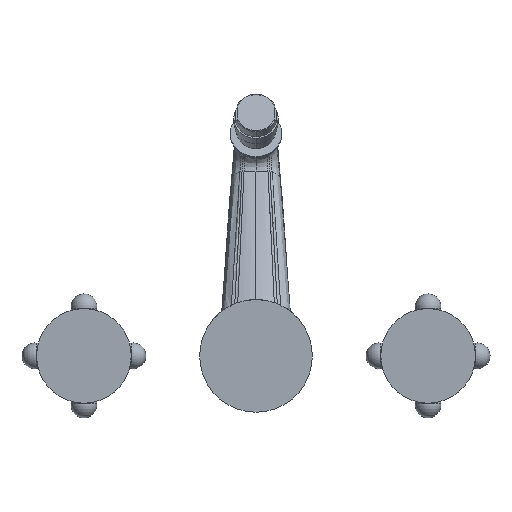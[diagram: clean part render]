
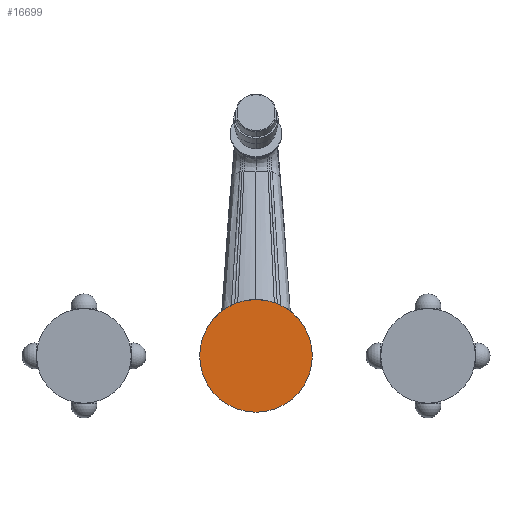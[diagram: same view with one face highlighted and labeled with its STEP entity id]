
A CAD part, front view. The second image highlights one B-rep face of the part: STEP entity #16699.
In plain terms, the highlighted planar face has unit normal (0, -1, 0).
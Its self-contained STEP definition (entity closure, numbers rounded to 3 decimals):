
#9958=CARTESIAN_POINT('',(0.,-22.,0.));
#9959=DIRECTION('',(0.,-1.,0.));
#9960=DIRECTION('',(1.,0.,0.));
#9961=AXIS2_PLACEMENT_3D('',#9958,#9959,#9960);
#9971=CARTESIAN_POINT('',(0.,-22.,0.));
#9972=DIRECTION('',(0.,1.,0.));
#9973=DIRECTION('',(1.,0.,0.));
#9974=AXIS2_PLACEMENT_3D('',#9971,#9972,#9973);
#9992=CARTESIAN_POINT('',(32.75,-22.,0.));
#9993=VERTEX_POINT('',#9992);
#9994=CARTESIAN_POINT('',(-32.75,-22.,0.));
#9995=VERTEX_POINT('',#9994);
#16690=CARTESIAN_POINT('',(0.,-22.,0.));
#16691=DIRECTION('',(0.,-1.,0.));
#16692=DIRECTION('',(-1.,0.,0.));
#16693=AXIS2_PLACEMENT_3D('',#16690,#16691,#16692);
#16694=PLANE('',#16693);
#16695=ORIENTED_EDGE('',*,*,#16678,.T.);
#16696=ORIENTED_EDGE('',*,*,#16655,.F.);
#16697=EDGE_LOOP('',(#16695,#16696));
#16698=FACE_OUTER_BOUND('',#16697,.F.);
#16699=ADVANCED_FACE('',(#16698),#16694,.T.);
#9962=CIRCLE('',#9961,32.75);
#9975=CIRCLE('',#9974,32.75);
#16655=EDGE_CURVE('',#9993,#9995,#9962,.T.);
#16678=EDGE_CURVE('',#9993,#9995,#9975,.T.);
